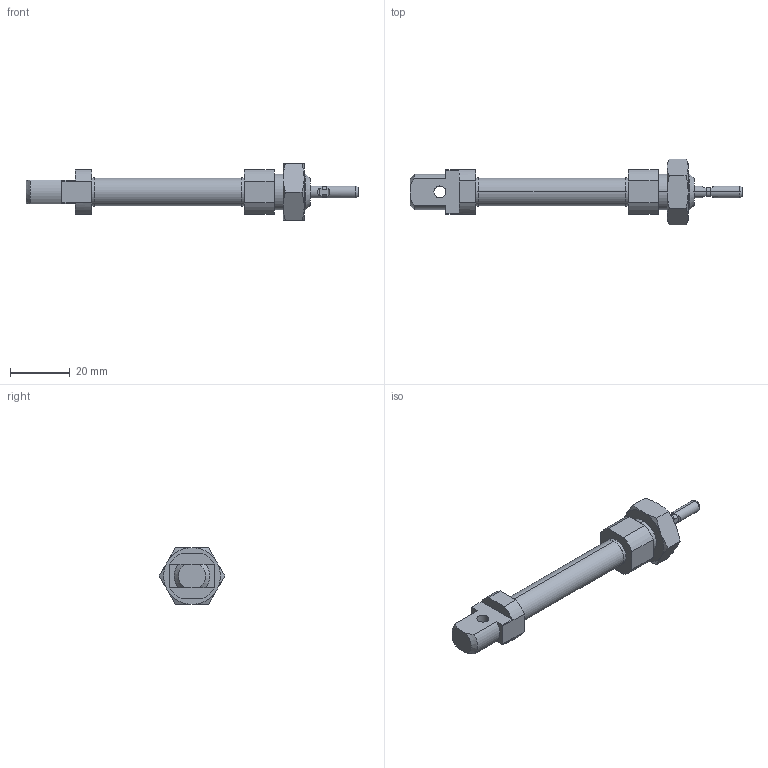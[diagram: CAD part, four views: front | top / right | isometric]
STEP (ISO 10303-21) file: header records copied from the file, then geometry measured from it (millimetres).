
FILE_DESCRIPTION(('HOOPS Exchange Step'),'2;1');
FILE_NAME('export-047E9035-F365-4069-97D2-E94CFB68D7A6.stp','2021-04-17T12:29:40+02:00',('Engineering'),('Alibre'),'HOOPS Exchange 2020.1','Alibre','Unknown authorisation');
FILE_SCHEMA( ('AP242_MANAGED_MODEL_BASED_3D_ENGINEERING_MIM_LF {1 0 10303 442 1 1 4 }') );
Length unit declared in the file: millimetre
Products named in the file (6): 5567-4 112 008 0025XP 8mmØ 25mm stroke ISO6432 STD Pneumatic Cilinder -HL; 5567-2 112 008 0025XP 8mmØ 25mm stroke ISO6432 STD Pneumatic Cilinder -A; 5567-3 112 008 0025XP 8mmØ 25mm stroke ISO6432 STD Pneumatic Cilinder -HR; 5567-1 112 008 0025XP 8mmØ 25mm stroke ISO6432 STD Pneumatic Cilinder -R; 5567-5 112 008 0025XP 8mmØ 25mm stroke ISO6432 STD Pneumatic Cilinder; 5567 112 008 0025XP 8mmØ 25mm stroke ISO6432 STD Pneumatic Cilinder
Assembly tree (5 placements, depth 2):
  5567 112 008 0025XP 8mmØ 25mm stroke ISO6432 STD Pneumatic Cilinder
    5567-4 112 008 0025XP 8mmØ 25mm stroke ISO6432 STD Pneumatic Cilinder -HL
    5567-2 112 008 0025XP 8mmØ 25mm stroke ISO6432 STD Pneumatic Cilinder -A
    5567-3 112 008 0025XP 8mmØ 25mm stroke ISO6432 STD Pneumatic Cilinder -HR
    5567-1 112 008 0025XP 8mmØ 25mm stroke ISO6432 STD Pneumatic Cilinder -R
    5567-5 112 008 0025XP 8mmØ 25mm stroke ISO6432 STD Pneumatic Cilinder
Bounding box: 111 x 21.94 x 19 mm (x, y, z)
Volume: 10028.1 mm3; surface area: 8573.7 mm2
Topology: 5 solids, 5 shells, 114 faces, 268 edges, 172 vertices
Faces by surface type: plane 48, cylinder 44, cone 22
Entity records: 3461 total; most frequent: CARTESIAN_POINT 627, DIRECTION 624, ORIENTED_EDGE 536, EDGE_CURVE 268, AXIS2_PLACEMENT_3D 253, VERTEX_POINT 172, EDGE_LOOP 130, FACE_BOUND 130
